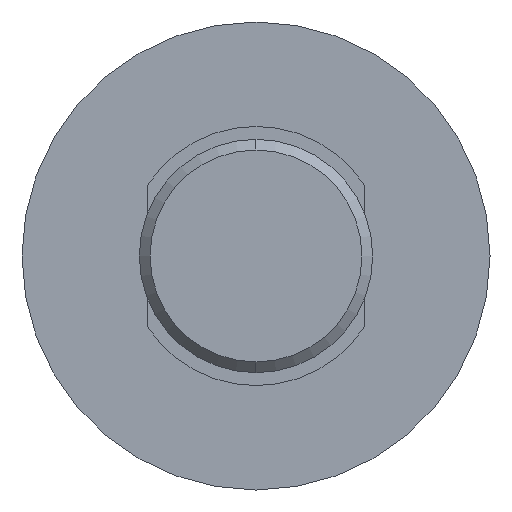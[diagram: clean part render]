
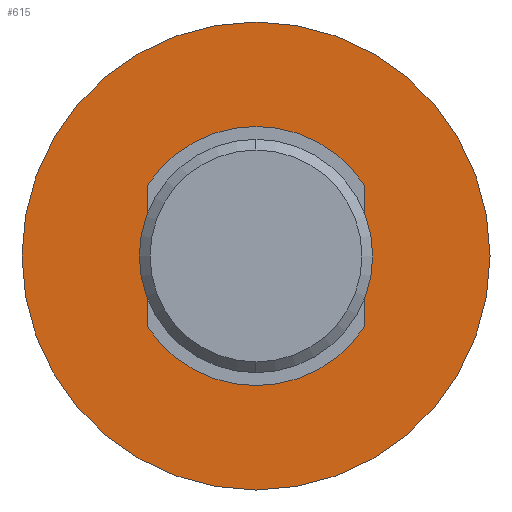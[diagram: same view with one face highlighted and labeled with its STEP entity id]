
A CAD part, left-side view. The second image highlights one B-rep face of the part: STEP entity #615.
In plain terms, the highlighted planar face has unit normal (-1, 0, 0).
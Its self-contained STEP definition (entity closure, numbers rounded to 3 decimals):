
#309=CARTESIAN_POINT('',(1.438,0.0,-0.875));
#310=VERTEX_POINT('',#309);
#319=CARTESIAN_POINT('',(1.438,0.,0.875));
#320=VERTEX_POINT('',#319);
#321=CARTESIAN_POINT('',(1.438,0.0,0.0));
#322=DIRECTION('',(1.0,0.0,0.0));
#323=DIRECTION('',(0.0,0.0,-1.0));
#324=AXIS2_PLACEMENT_3D('',#321,#322,#323);
#325=CIRCLE('',#324,0.875);
#326=EDGE_CURVE('',#320,#310,#325,.F.);
#351=CARTESIAN_POINT('',(1.437,0.,0.484));
#352=VERTEX_POINT('',#351);
#361=CARTESIAN_POINT('',(1.438,0.406,0.264));
#362=VERTEX_POINT('',#361);
#363=CARTESIAN_POINT('',(1.437,0.0,0.0));
#364=DIRECTION('',(1.0,0.0,0.0));
#365=DIRECTION('',(0.0,0.0,-1.0));
#366=AXIS2_PLACEMENT_3D('',#363,#364,#365);
#367=CIRCLE('',#366,0.484);
#368=EDGE_CURVE('',#352,#362,#367,.F.);
#395=CARTESIAN_POINT('',(1.437,0.,-0.484));
#396=VERTEX_POINT('',#395);
#412=CARTESIAN_POINT('',(1.438,0.406,-0.264));
#413=VERTEX_POINT('',#412);
#420=CARTESIAN_POINT('',(1.437,0.0,0.0));
#421=DIRECTION('',(1.0,0.0,0.0));
#422=DIRECTION('',(0.0,0.0,-1.0));
#423=AXIS2_PLACEMENT_3D('',#420,#421,#422);
#424=CIRCLE('',#423,0.484);
#425=EDGE_CURVE('',#413,#396,#424,.F.);
#436=CARTESIAN_POINT('',(1.438,-0.406,-0.264));
#437=VERTEX_POINT('',#436);
#438=CARTESIAN_POINT('',(1.437,0.0,0.0));
#439=DIRECTION('',(1.0,0.0,0.0));
#440=DIRECTION('',(0.0,0.0,-1.0));
#441=AXIS2_PLACEMENT_3D('',#438,#439,#440);
#442=CIRCLE('',#441,0.484);
#443=EDGE_CURVE('',#396,#437,#442,.F.);
#477=CARTESIAN_POINT('',(1.438,-0.406,0.264));
#478=VERTEX_POINT('',#477);
#479=CARTESIAN_POINT('',(1.438,-0.406,-0.264));
#480=DIRECTION('',(0.0,0.0,1.0));
#481=VECTOR('',#480,0.528);
#482=LINE('',#479,#481);
#483=EDGE_CURVE('',#437,#478,#482,.T.);
#508=CARTESIAN_POINT('',(1.437,0.0,0.0));
#509=DIRECTION('',(1.0,0.0,0.0));
#510=DIRECTION('',(0.0,0.0,-1.0));
#511=AXIS2_PLACEMENT_3D('',#508,#509,#510);
#512=CIRCLE('',#511,0.484);
#513=EDGE_CURVE('',#478,#352,#512,.F.);
#531=CARTESIAN_POINT('',(1.438,0.406,0.264));
#532=DIRECTION('',(0.0,0.0,-1.0));
#533=VECTOR('',#532,0.528);
#534=LINE('',#531,#533);
#535=EDGE_CURVE('',#362,#413,#534,.T.);
#592=CARTESIAN_POINT('',(1.438,0.0,-0.68));
#593=DIRECTION('',(-1.0,0.0,0.0));
#594=DIRECTION('',(0.0,-1.0,0.0));
#595=AXIS2_PLACEMENT_3D('',#592,#593,#594);
#596=PLANE('',#595);
#597=CARTESIAN_POINT('',(1.438,0.0,0.0));
#598=DIRECTION('',(1.0,0.0,0.0));
#599=DIRECTION('',(0.0,0.0,-1.0));
#600=AXIS2_PLACEMENT_3D('',#597,#598,#599);
#601=CIRCLE('',#600,0.875);
#602=EDGE_CURVE('',#310,#320,#601,.F.);
#603=ORIENTED_EDGE('',*,*,#602,.T.);
#604=ORIENTED_EDGE('',*,*,#326,.T.);
#605=EDGE_LOOP('',(#603,#604));
#606=FACE_OUTER_BOUND('',#605,.T.);
#607=ORIENTED_EDGE('',*,*,#535,.F.);
#608=ORIENTED_EDGE('',*,*,#368,.F.);
#609=ORIENTED_EDGE('',*,*,#513,.F.);
#610=ORIENTED_EDGE('',*,*,#483,.F.);
#611=ORIENTED_EDGE('',*,*,#443,.F.);
#612=ORIENTED_EDGE('',*,*,#425,.F.);
#613=EDGE_LOOP('',(#607,#608,#609,#610,#611,#612));
#614=FACE_BOUND('',#613,.T.);
#615=ADVANCED_FACE('',(#606,#614),#596,.T.);
